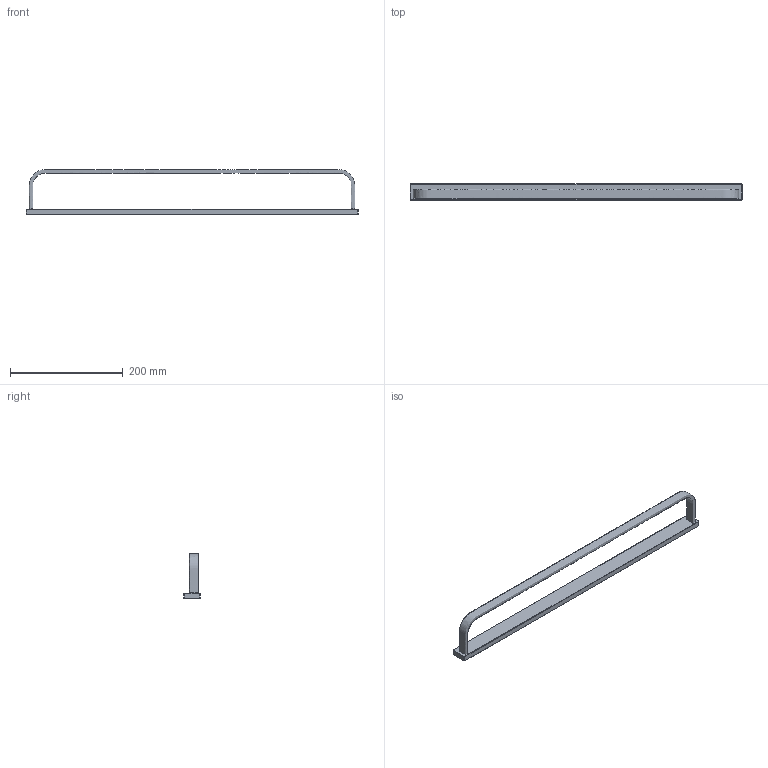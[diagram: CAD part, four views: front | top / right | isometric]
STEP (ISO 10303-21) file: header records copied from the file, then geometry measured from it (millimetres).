
FILE_DESCRIPTION(/* description */ (''),/* implementation_level */ '2;1');
FILE_NAME(/* name */ '3d233edd-54ea-4b08-88bb-c892c4bcccd5.zip.stp',/* time_stamp */ '2019-07-12T08:55:29+00:00',/* author */ (''),/* organization */ (''),/* preprocessor_version */ 'ST-DEVELOPER v18',/* originating_system */ 'Autodesk Translation Framework v8.2.0.1029',/* authorisation */ '');
FILE_SCHEMA (('AUTOMOTIVE_DESIGN { 1 0 10303 214 3 1 1 }'));
Length unit declared in the file: millimetre
Products named in the file (1): !LU30216
Bounding box: 590 x 29 x 79.5 mm (x, y, z)
Volume: 235923.6 mm3; surface area: 74938 mm2
Topology: 2 solids, 2 shells, 45 faces, 105 edges, 64 vertices
Faces by surface type: cylinder 20, bspline 17, plane 8
Entity records: 2789 total; most frequent: CARTESIAN_POINT 1892, ORIENTED_EDGE 210, DIRECTION 150, EDGE_CURVE 105, VERTEX_POINT 64, AXIS2_PLACEMENT_3D 55, FACE_OUTER_BOUND 45, EDGE_LOOP 45
